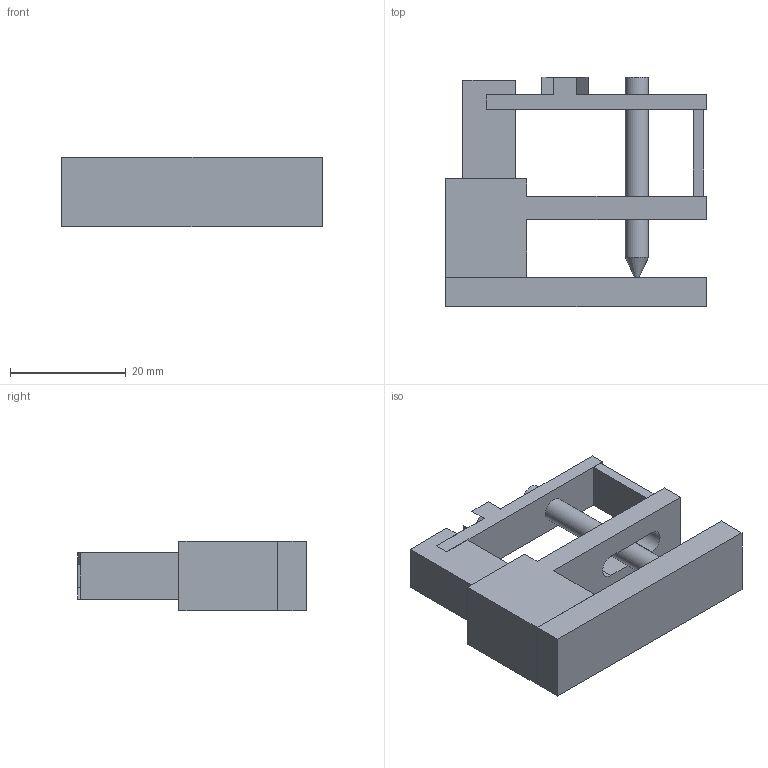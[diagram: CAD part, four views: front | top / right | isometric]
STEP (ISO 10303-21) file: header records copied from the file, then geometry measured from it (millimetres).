
FILE_DESCRIPTION(/* description */ (''),/* implementation_level */ '2;1');
FILE_NAME(/* name */ 'colorful example model.step',/* time_stamp */ '2023-11-18T11:42:56+01:00',/* author */ (''),/* organization */ (''),/* preprocessor_version */ 'ST-DEVELOPER v20',/* originating_system */ 'Autodesk Translation Framework v12.14.0.127',/* authorisation */ '');
FILE_SCHEMA (('AUTOMOTIVE_DESIGN { 1 0 10303 214 3 1 1 }'));
Length unit declared in the file: millimetre
Products named in the file (8): Colorful example model; black platform; orange middle; yellow tower; blue top block; red pin; white block; green cube
Assembly tree (7 placements, depth 2):
  Colorful example model
    black platform
    orange middle
    yellow tower
    blue top block
    red pin
    white block
    green cube
Bounding box: 45 x 39.5 x 12 mm (x, y, z)
Volume: 9332.3 mm3; surface area: 6595.9 mm2
Topology: 7 solids, 7 shells, 71 faces, 164 edges, 109 vertices
Faces by surface type: plane 66, cylinder 4, cone 1
Full cylindrical faces by diameter (mm): 4 x2
Entity records: 2290 total; most frequent: CARTESIAN_POINT 360, DIRECTION 347, ORIENTED_EDGE 328, EDGE_CURVE 164, LINE 155, VECTOR 155, VERTEX_POINT 109, AXIS2_PLACEMENT_3D 96
